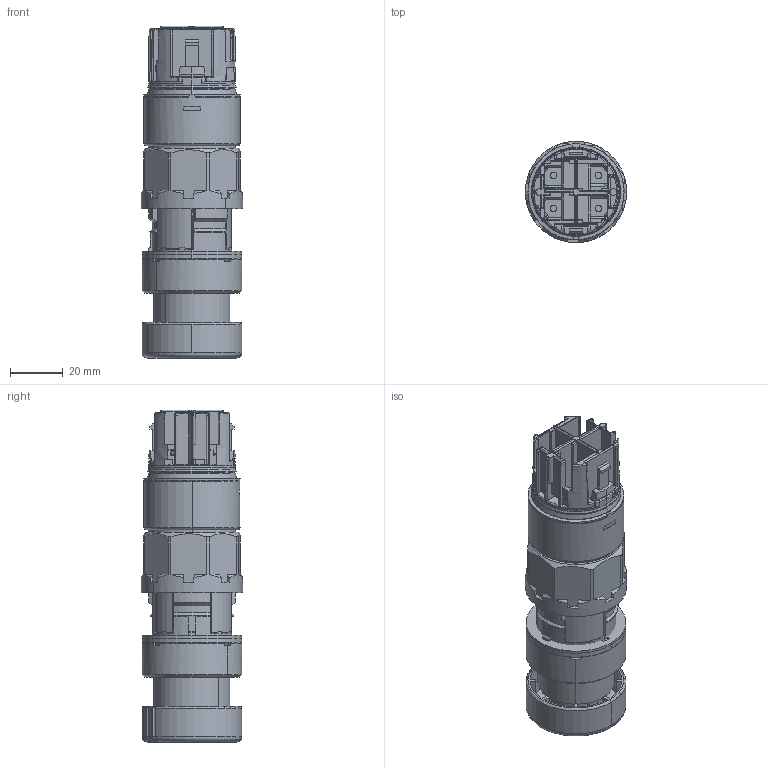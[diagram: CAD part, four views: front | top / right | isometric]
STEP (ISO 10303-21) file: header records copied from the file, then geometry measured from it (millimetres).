
FILE_DESCRIPTION (( 'STEP AP203' ), '1' );
FILE_NAME ('8003-1_2-010-ap203.STEP', '2012-10-06T10:46:43', ( 'Admin' ), ( 'R. STAHL AG' ), 'SwSTEP 2.0', 'SolidWorks 2012', '' );
FILE_SCHEMA (( 'CONFIG_CONTROL_DESIGN' ));
Length unit declared in the file: millimetre
Products named in the file (21): 8003-1_2-010-ap203; 86_020_95_03_0_ohne Text; 86_029_01_84_0-Pfeil; 86_029_23_55_0_Drucktaster; 86_029_07_95_0; 562_606_0; 515_654_0; 86_029_10_92_0; 86_029_09_94_0_eingebaut; 86_029_11_92_0; 86_029_02_15_0_86 029 02 15 0; 86_029_18_15_0; 505_622_0; 86_029_01_94_0; 86_029_06_24_0_Ohne Text; 86_029_14_80_0; 80_139_01_66_0; 80_139_01_66_0_Dichtung_angepasst; 80_139_01_66_0_ohne Dichtung; 80_139_02_51_0; 80_039_02_51_0
Assembly tree (21 placements, depth 3):
  8003-1_2-010-ap203
    80_039_02_51_0
    80_139_02_51_0
    80_139_01_66_0
      80_139_01_66_0_ohne Dichtung
      80_139_01_66_0_Dichtung_angepasst
    86_020_95_03_0_ohne Text
      86_029_14_80_0
      86_029_06_24_0_Ohne Text
      86_029_01_94_0
      505_622_0
      86_029_18_15_0
      86_029_02_15_0_86 029 02 15 0
      86_029_11_92_0
      86_029_09_94_0_eingebaut
      86_029_10_92_0  x2
      515_654_0
      562_606_0
      86_029_07_95_0
      86_029_23_55_0_Drucktaster
      86_029_01_84_0-Pfeil
Bounding box: 38.49 x 38.49 x 126.2 mm (x, y, z)
Volume: 53911.3 mm3; surface area: 72211.7 mm2
Topology: 19 solids, 19 shells, 2761 faces, 7535 edges, 4828 vertices
Faces by surface type: plane 1262, cylinder 762, bspline 240, torus 233, cone 223, sphere 41
Entity records: 107262 total; most frequent: CARTESIAN_POINT 36652, ORIENTED_EDGE 14960, DIRECTION 13833, EDGE_CURVE 7480, AXIS2_PLACEMENT_3D 5042, VERTEX_POINT 4805, LINE 3749, VECTOR 3749
